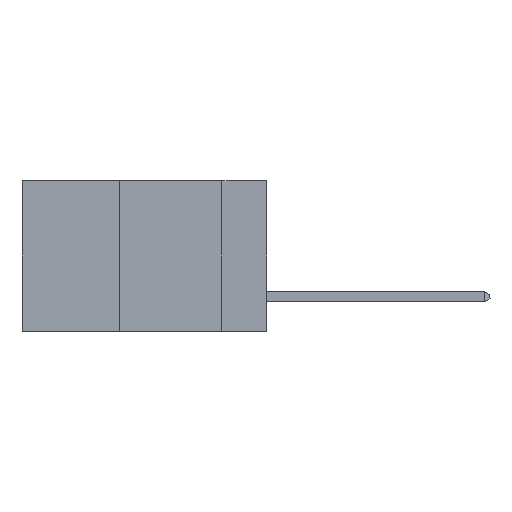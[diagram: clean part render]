
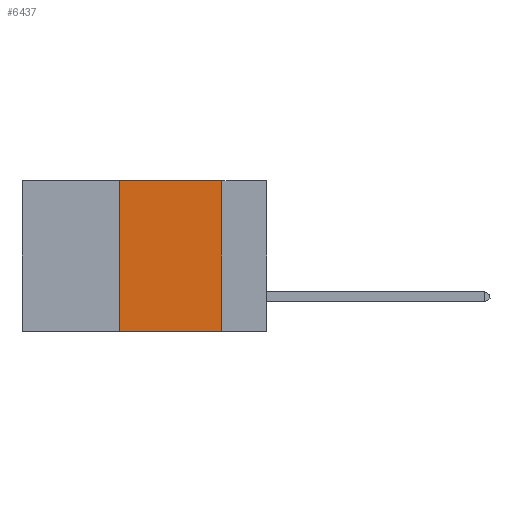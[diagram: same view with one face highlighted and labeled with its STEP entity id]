
A CAD part, left-side view. The second image highlights one B-rep face of the part: STEP entity #6437.
In plain terms, the highlighted planar face has unit normal (-1, 0, 0).
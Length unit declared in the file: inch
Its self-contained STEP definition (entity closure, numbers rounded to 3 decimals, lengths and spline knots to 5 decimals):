
#254 = CARTESIAN_POINT ( 'NONE',  ( 0., 0.36, 0. ) ) ;
#543 = VERTEX_POINT ( 'NONE', #254 ) ;
#1188 = AXIS2_PLACEMENT_3D ( 'NONE', #5208, #5983, #1198 ) ;
#1198 = DIRECTION ( 'NONE',  ( 0., 0., -1. ) ) ;
#1210 = VERTEX_POINT ( 'NONE', #3111 ) ;
#1432 = CARTESIAN_POINT ( 'NONE',  ( 0., 0.6, 0. ) ) ;
#1885 = VECTOR ( 'NONE', #9897, 39.37008 ) ;
#2035 = EDGE_CURVE ( 'NONE', #3899, #7987, #2548, .T. ) ;
#2274 = VECTOR ( 'NONE', #2594, 39.37008 ) ;
#2374 = CARTESIAN_POINT ( 'NONE',  ( 0., 0.6, -0.37 ) ) ;
#2548 = LINE ( 'NONE', #9448, #2274 ) ;
#2594 = DIRECTION ( 'NONE',  ( 0., 0., -1. ) ) ;
#2733 = CARTESIAN_POINT ( 'NONE',  ( 0., 0.11, 0. ) ) ;
#2906 = ORIENTED_EDGE ( 'NONE', *, *, #8711, .F. ) ;
#3111 = CARTESIAN_POINT ( 'NONE',  ( 0., 0.36, -0.37 ) ) ;
#3508 = VECTOR ( 'NONE', #3988, 39.37008 ) ;
#3754 = ORIENTED_EDGE ( 'NONE', *, *, #2035, .F. ) ;
#3899 = VERTEX_POINT ( 'NONE', #2733 ) ;
#3988 = DIRECTION ( 'NONE',  ( 0., -1., 0. ) ) ;
#4915 = EDGE_CURVE ( 'NONE', #1210, #7987, #5563, .T. ) ;
#5146 = LINE ( 'NONE', #9071, #8902 ) ;
#5208 = CARTESIAN_POINT ( 'NONE',  ( 0., 0.6, 0. ) ) ;
#5563 = LINE ( 'NONE', #2374, #3508 ) ;
#5938 = ORIENTED_EDGE ( 'NONE', *, *, #4915, .T. ) ;
#5983 = DIRECTION ( 'NONE',  ( 1., 0., 0. ) ) ;
#6437 = ADVANCED_FACE ( 'NONE', ( #9600 ), #7449, .F. ) ;
#6808 = CARTESIAN_POINT ( 'NONE',  ( 0., 0.11, -0.37 ) ) ;
#6944 = EDGE_CURVE ( 'NONE', #1210, #543, #5146, .T. ) ;
#7449 = PLANE ( 'NONE',  #1188 ) ;
#7455 = ORIENTED_EDGE ( 'NONE', *, *, #6944, .F. ) ;
#7987 = VERTEX_POINT ( 'NONE', #6808 ) ;
#8098 = EDGE_LOOP ( 'NONE', ( #3754, #2906, #7455, #5938 ) ) ;
#8381 = DIRECTION ( 'NONE',  ( 0., 0., 1. ) ) ;
#8711 = EDGE_CURVE ( 'NONE', #543, #3899, #10023, .T. ) ;
#8902 = VECTOR ( 'NONE', #8381, 39.37008 ) ;
#9071 = CARTESIAN_POINT ( 'NONE',  ( 0., 0.36, 0. ) ) ;
#9448 = CARTESIAN_POINT ( 'NONE',  ( 0., 0.11, 0. ) ) ;
#9600 = FACE_OUTER_BOUND ( 'NONE', #8098, .T. ) ;
#9897 = DIRECTION ( 'NONE',  ( 0., -1., 0. ) ) ;
#10023 = LINE ( 'NONE', #1432, #1885 ) ;
